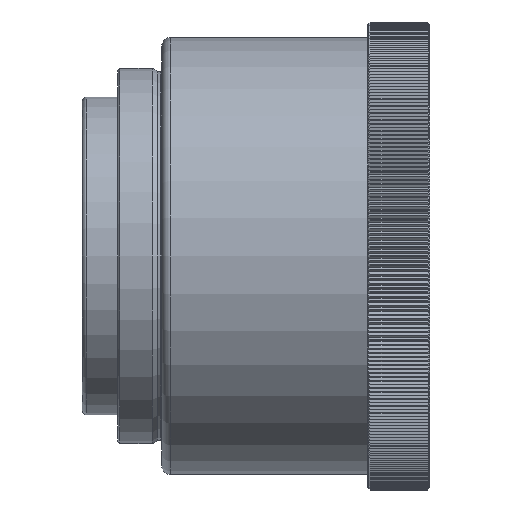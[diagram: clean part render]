
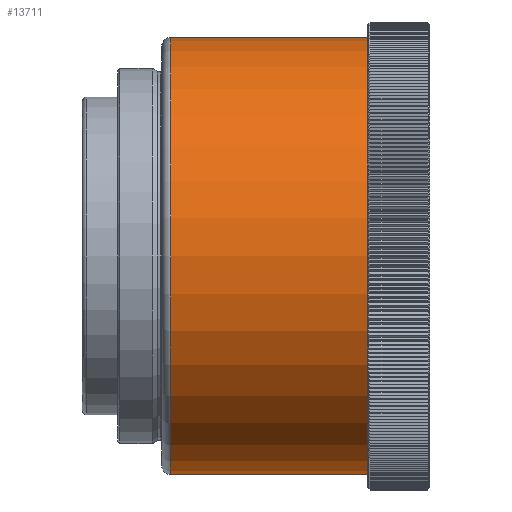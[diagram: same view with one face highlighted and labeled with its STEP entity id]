
A CAD part, front view. The second image highlights one B-rep face of the part: STEP entity #13711.
In plain terms, the highlighted cylindrical face has radius 49.5 mm (diameter 99 mm), a partial arc.
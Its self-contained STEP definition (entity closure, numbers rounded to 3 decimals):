
#32 = VERTEX_POINT ( 'NONE', #25323 ) ;
#292 = CARTESIAN_POINT ( 'NONE',  ( -7., 0., 0. ) ) ;
#2328 = ORIENTED_EDGE ( 'NONE', *, *, #54533, .T. ) ;
#2391 = DIRECTION ( 'NONE',  ( -1., 0., 0. ) ) ;
#5100 = VECTOR ( 'NONE', #43014, 1000. ) ;
#6507 = FACE_OUTER_BOUND ( 'NONE', #27593, .T. ) ;
#10253 = CIRCLE ( 'NONE', #31653, 49.5 ) ;
#12635 = CYLINDRICAL_SURFACE ( 'NONE', #18895, 49.5 ) ;
#13711 = ADVANCED_FACE ( 'Defeature ausgef�hrt2_0', ( #6507 ), #12635, .T. ) ;
#13717 = CARTESIAN_POINT ( 'NONE',  ( 57.651, 0., -49.5 ) ) ;
#14189 = EDGE_CURVE ( 'NONE', #32636, #54168, #44507, .T. ) ;
#15811 = AXIS2_PLACEMENT_3D ( 'NONE', #48959, #40740, #19124 ) ;
#18895 = AXIS2_PLACEMENT_3D ( 'NONE', #292, #30148, #35091 ) ;
#19124 = DIRECTION ( 'NONE',  ( 0., 0., -1. ) ) ;
#21559 = CARTESIAN_POINT ( 'NONE',  ( -7., 0., 49.5 ) ) ;
#24158 = ORIENTED_EDGE ( 'NONE', *, *, #14189, .F. ) ;
#25323 = CARTESIAN_POINT ( 'NONE',  ( 13., 0., 49.5 ) ) ;
#26844 = DIRECTION ( 'NONE',  ( 1., 0., 0. ) ) ;
#26941 = CARTESIAN_POINT ( 'NONE',  ( 13., 0., -49.5 ) ) ;
#27593 = EDGE_LOOP ( 'NONE', ( #24158, #48149, #2328, #47349 ) ) ;
#28465 = CARTESIAN_POINT ( 'NONE',  ( -7., 0., -49.5 ) ) ;
#30148 = DIRECTION ( 'NONE',  ( -1., 0., 0. ) ) ;
#31653 = AXIS2_PLACEMENT_3D ( 'NONE', #44707, #26844, #35575 ) ;
#32636 = VERTEX_POINT ( 'NONE', #13717 ) ;
#32950 = VECTOR ( 'NONE', #2391, 1000. ) ;
#35091 = DIRECTION ( 'NONE',  ( 0., 0., 1. ) ) ;
#35575 = DIRECTION ( 'NONE',  ( 0., 0., -1. ) ) ;
#37832 = VERTEX_POINT ( 'NONE', #48720 ) ;
#40740 = DIRECTION ( 'NONE',  ( 1., 0., 0. ) ) ;
#43014 = DIRECTION ( 'NONE',  ( -1., 0., 0. ) ) ;
#44507 = LINE ( 'NONE', #28465, #32950 ) ;
#44707 = CARTESIAN_POINT ( 'NONE',  ( 13., 0., 0. ) ) ;
#47349 = ORIENTED_EDGE ( 'NONE', *, *, #49892, .T. ) ;
#48149 = ORIENTED_EDGE ( 'NONE', *, *, #51072, .F. ) ;
#48720 = CARTESIAN_POINT ( 'NONE',  ( 57.651, 0., 49.5 ) ) ;
#48959 = CARTESIAN_POINT ( 'NONE',  ( 57.651, 0., 0. ) ) ;
#48982 = CIRCLE ( 'NONE', #15811, 49.5 ) ;
#49892 = EDGE_CURVE ( 'Defeature ausgef�hrt2_0+Defeature ausgef�hrt2_11+Defeature ausgef�hrt2_11+Defeature ausgef�hrt2_11', #32, #54168, #10253, .T. ) ;
#51072 = EDGE_CURVE ( 'Defeature ausgef�hrt2_985+Defeature ausgef�hrt2_0+Defeature ausgef�hrt2_0+Defeature ausgef�hrt2_0', #37832, #32636, #48982, .T. ) ;
#54168 = VERTEX_POINT ( 'NONE', #26941 ) ;
#54533 = EDGE_CURVE ( 'NONE', #37832, #32, #55501, .T. ) ;
#55501 = LINE ( 'NONE', #21559, #5100 ) ;
